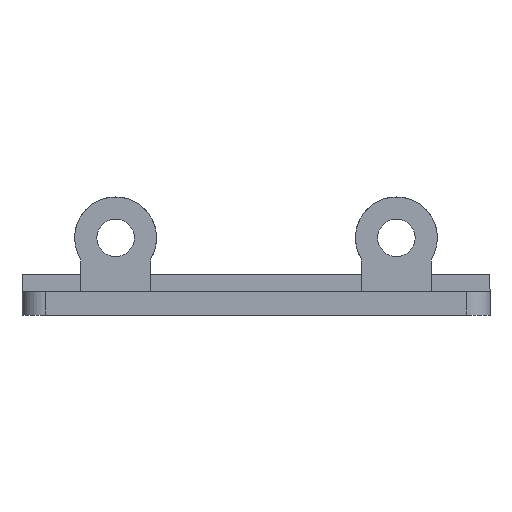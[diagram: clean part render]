
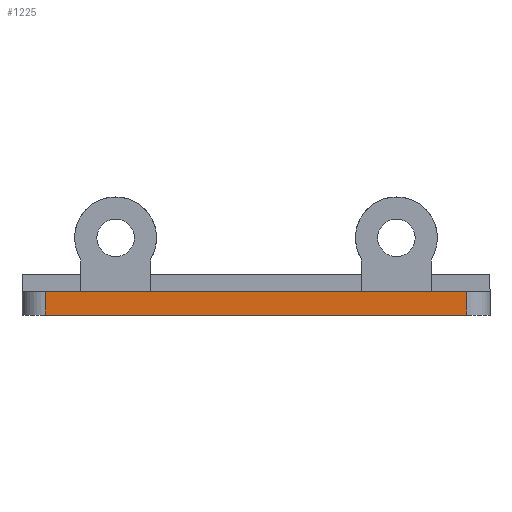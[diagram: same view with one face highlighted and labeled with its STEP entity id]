
A CAD part, front view. The second image highlights one B-rep face of the part: STEP entity #1225.
In plain terms, the highlighted planar face has unit normal (0, -1, 0).
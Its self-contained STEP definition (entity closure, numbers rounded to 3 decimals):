
#61 = CARTESIAN_POINT ( 'NONE',  ( 20., -20., 0. ) ) ;
#128 = VECTOR ( 'NONE', #1784, 1000. ) ;
#151 = EDGE_CURVE ( 'NONE', #1620, #992, #1207, .T. ) ;
#153 = CARTESIAN_POINT ( 'NONE',  ( -18., -20., 2. ) ) ;
#160 = ORIENTED_EDGE ( 'NONE', *, *, #1698, .T. ) ;
#162 = AXIS2_PLACEMENT_3D ( 'NONE', #834, #552, #1679 ) ;
#175 = ORIENTED_EDGE ( 'NONE', *, *, #151, .F. ) ;
#178 = FACE_OUTER_BOUND ( 'NONE', #1224, .T. ) ;
#236 = CARTESIAN_POINT ( 'NONE',  ( 20., -20., 2. ) ) ;
#272 = ORIENTED_EDGE ( 'NONE', *, *, #1148, .T. ) ;
#293 = LINE ( 'NONE', #153, #513 ) ;
#321 = LINE ( 'NONE', #61, #950 ) ;
#328 = CARTESIAN_POINT ( 'NONE',  ( 18., -20., 2. ) ) ;
#350 = CARTESIAN_POINT ( 'NONE',  ( -18., -20., 2. ) ) ;
#359 = EDGE_CURVE ( 'NONE', #1802, #992, #822, .T. ) ;
#392 = CARTESIAN_POINT ( 'NONE',  ( 18., -20., 2. ) ) ;
#394 = VECTOR ( 'NONE', #1303, 1000. ) ;
#470 = DIRECTION ( 'NONE',  ( 1., 0., 0. ) ) ;
#513 = VECTOR ( 'NONE', #1538, 1000. ) ;
#552 = DIRECTION ( 'NONE',  ( 0., 1., 0. ) ) ;
#559 = CARTESIAN_POINT ( 'NONE',  ( -18., -20., 0. ) ) ;
#670 = CARTESIAN_POINT ( 'NONE',  ( 18., -20., 0. ) ) ;
#804 = VERTEX_POINT ( 'NONE', #559 ) ;
#822 = LINE ( 'NONE', #328, #394 ) ;
#834 = CARTESIAN_POINT ( 'NONE',  ( 20., -20., 2. ) ) ;
#950 = VECTOR ( 'NONE', #470, 1000. ) ;
#992 = VERTEX_POINT ( 'NONE', #392 ) ;
#1144 = PLANE ( 'NONE',  #162 ) ;
#1148 = EDGE_CURVE ( 'NONE', #1620, #804, #293, .T. ) ;
#1207 = LINE ( 'NONE', #236, #128 ) ;
#1224 = EDGE_LOOP ( 'NONE', ( #160, #1378, #175, #272 ) ) ;
#1225 = ADVANCED_FACE ( 'NONE', ( #178 ), #1144, .F. ) ;
#1303 = DIRECTION ( 'NONE',  ( 0., 0., 1. ) ) ;
#1378 = ORIENTED_EDGE ( 'NONE', *, *, #359, .T. ) ;
#1538 = DIRECTION ( 'NONE',  ( 0., 0., -1. ) ) ;
#1620 = VERTEX_POINT ( 'NONE', #350 ) ;
#1679 = DIRECTION ( 'NONE',  ( -1., 0., 0. ) ) ;
#1698 = EDGE_CURVE ( 'NONE', #804, #1802, #321, .T. ) ;
#1784 = DIRECTION ( 'NONE',  ( 1., 0., 0. ) ) ;
#1802 = VERTEX_POINT ( 'NONE', #670 ) ;
